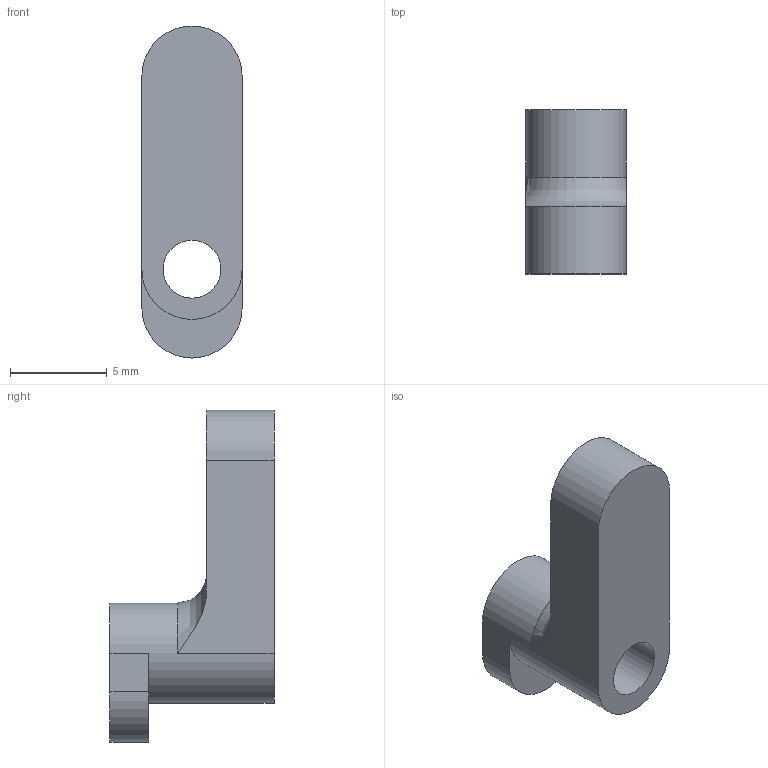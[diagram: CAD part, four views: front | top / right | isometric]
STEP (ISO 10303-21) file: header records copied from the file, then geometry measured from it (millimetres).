
FILE_DESCRIPTION(/* description */ (''),/* implementation_level */ '2;1');
FILE_NAME(/* name */ 'OBS-M-003 v3.step',/* time_stamp */ '2020-09-28T23:42:55+02:00',/* author */ (''),/* organization */ (''),/* preprocessor_version */ 'ST-DEVELOPER v18.1',/* originating_system */ 'Autodesk Translation Framework v9.3.0.1241',/* authorisation */ '');
FILE_SCHEMA (('AUTOMOTIVE_DESIGN { 1 0 10303 214 3 1 1 }'));
Length unit declared in the file: millimetre
Products named in the file (1): OBS-M-003
Bounding box: 5.2 x 8.5 x 17.2 mm (x, y, z)
Volume: 326.4 mm3; surface area: 447.3 mm2
Topology: 1 solids, 1 shells, 13 faces, 31 edges, 20 vertices
Faces by surface type: plane 8, cylinder 4, torus 1
Full cylindrical faces by diameter (mm): 3 x1, 5.2 x1
Entity records: 423 total; most frequent: CARTESIAN_POINT 75, DIRECTION 68, ORIENTED_EDGE 62, EDGE_CURVE 31, AXIS2_PLACEMENT_3D 25, VERTEX_POINT 20, LINE 18, VECTOR 18
